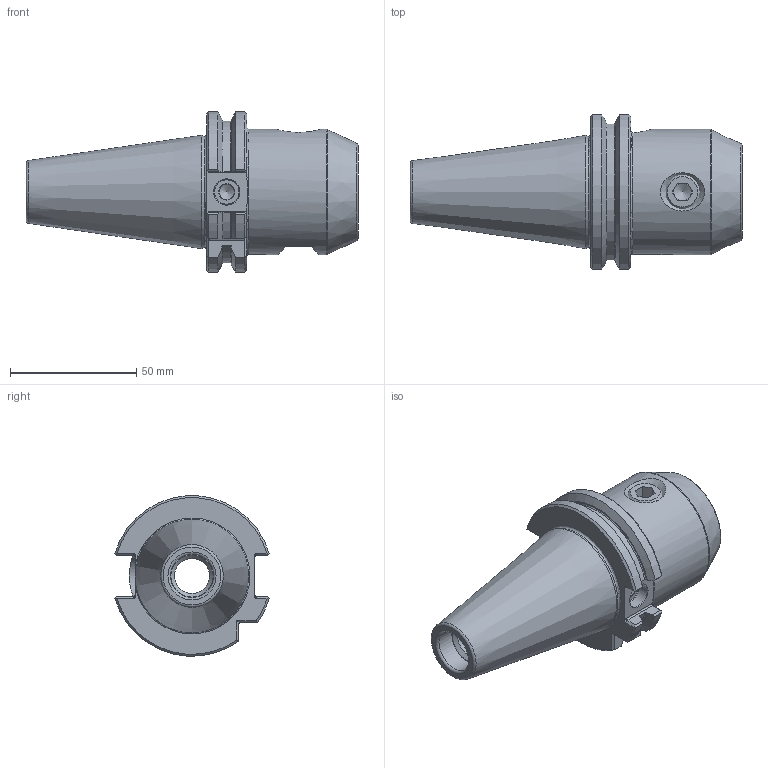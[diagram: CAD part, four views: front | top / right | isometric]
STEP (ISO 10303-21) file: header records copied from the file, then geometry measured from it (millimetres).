
FILE_DESCRIPTION( ( 'Unknown' ), '1' );
FILE_NAME( '224031830-D.stp', 'Unknown', ( 'Unknown' ), ( 'Unknown' ), 'PSStep 15.0.49', 'Unknown', ' ' );
FILE_SCHEMA( ( 'AUTOMOTIVE_DESIGN { 1 0 10303 214 1 1 1 1 }' ) );
Length unit declared in the file: millimetre
Products named in the file (2): 1; 2
Bounding box: 131.25 x 61.01 x 63.35 mm (x, y, z)
Volume: 165543.8 mm3; surface area: 30365.6 mm2
Topology: 2 solids, 2 shells, 134 faces, 346 edges, 217 vertices
Faces by surface type: plane 62, cylinder 33, cone 26, torus 13
Full cylindrical faces by diameter (mm): 6 x1, 10 x1, 11.835 x1, 13.835 x2, 14 x1, 17 x1, 18 x1, 18.5 x1, 49.5 x1
Entity records: 5228 total; most frequent: CARTESIAN_POINT 1091, DIRECTION 621, ORIENTED_EDGE 606, EDGE_CURVE 303, AXIS2_PLACEMENT_3D 241, VERTEX_POINT 208, EDGE_LOOP 171, FACE_OUTER_BOUND 150
